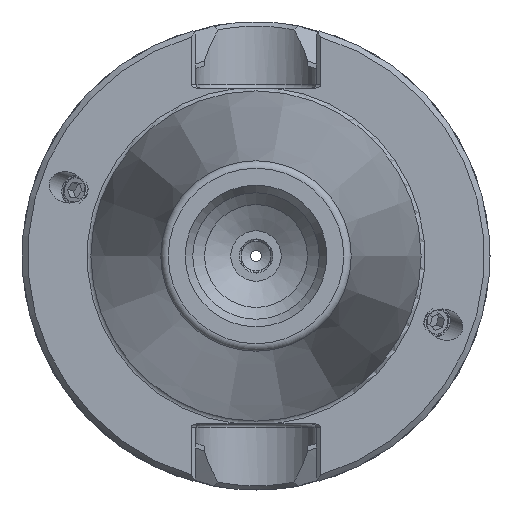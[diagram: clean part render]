
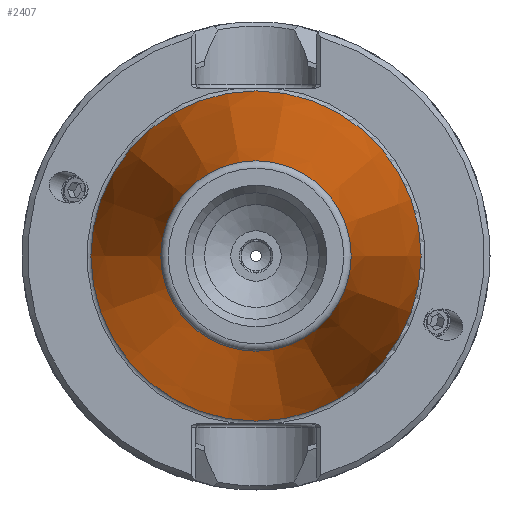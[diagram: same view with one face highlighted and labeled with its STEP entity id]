
A CAD part, left-side view. The second image highlights one B-rep face of the part: STEP entity #2407.
In plain terms, the highlighted conical face has half-angle 8.297 degrees and reference radius 17.456 mm.
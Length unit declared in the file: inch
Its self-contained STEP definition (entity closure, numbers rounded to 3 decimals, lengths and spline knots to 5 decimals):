
#384=CONICAL_SURFACE('',#2642,0.68724,8.297);
#519=CIRCLE('',#2625,0.875);
#527=CIRCLE('',#2640,0.50448);
#631=FACE_BOUND('',#969,.T.);
#763=FACE_OUTER_BOUND('',#968,.T.);
#968=EDGE_LOOP('',(#1947));
#969=EDGE_LOOP('',(#1948));
#1230=VERTEX_POINT('',#4187);
#1238=VERTEX_POINT('',#4210);
#1503=EDGE_CURVE('',#1230,#1230,#519,.T.);
#1511=EDGE_CURVE('',#1238,#1238,#527,.T.);
#1947=ORIENTED_EDGE('',*,*,#1503,.T.);
#1948=ORIENTED_EDGE('',*,*,#1511,.F.);
#2407=ADVANCED_FACE('',(#763,#631),#384,.T.);
#2625=AXIS2_PLACEMENT_3D('',#4188,#3116,#3117);
#2640=AXIS2_PLACEMENT_3D('',#4211,#3146,#3147);
#2642=AXIS2_PLACEMENT_3D('',#4213,#3150,#3151);
#3116=DIRECTION('center_axis',(-1.,0.,0.));
#3117=DIRECTION('ref_axis',(0.,1.,0.));
#3146=DIRECTION('center_axis',(-1.,0.,0.));
#3147=DIRECTION('ref_axis',(0.,-1.,0.));
#3150=DIRECTION('center_axis',(1.,0.,0.));
#3151=DIRECTION('ref_axis',(0.,1.,0.));
#4187=CARTESIAN_POINT('',(0.00001,0.875,0.));
#4188=CARTESIAN_POINT('Origin',(0.00001,0.,0.));
#4210=CARTESIAN_POINT('',(-2.54077,0.50448,0.));
#4211=CARTESIAN_POINT('Origin',(-2.54077,0.,
0.));
#4213=CARTESIAN_POINT('Origin',(-1.2875,0.,0.));
